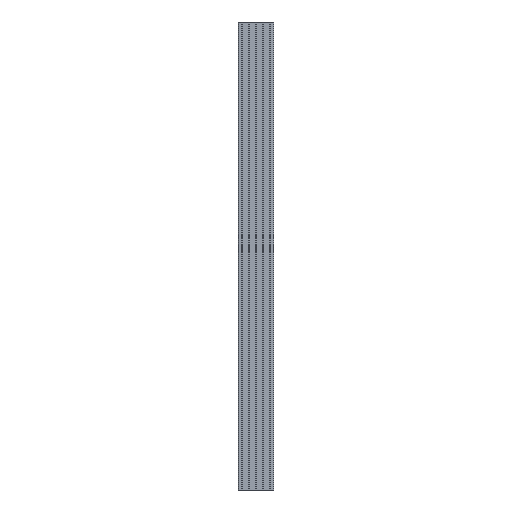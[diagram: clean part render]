
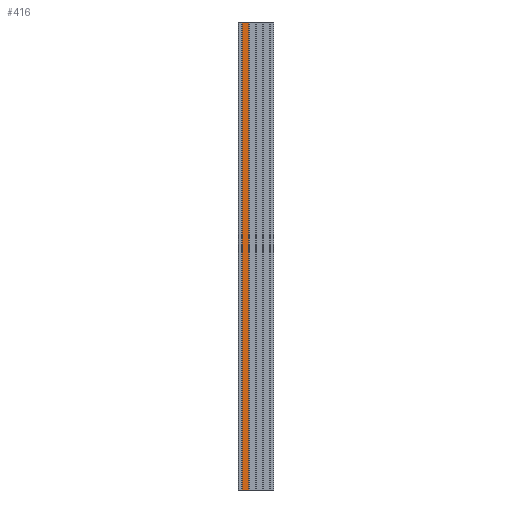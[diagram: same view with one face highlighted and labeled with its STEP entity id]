
A CAD part, front view. The second image highlights one B-rep face of the part: STEP entity #416.
In plain terms, the highlighted planar face has unit normal (0, -1, 0).
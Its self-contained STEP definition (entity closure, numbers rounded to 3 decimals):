
#8 = EDGE_CURVE ( 'NONE', #1399, #3558, #1702, .T. ) ;
#416 = ADVANCED_FACE ( 'NONE', ( #2174 ), #1790, .T. ) ;
#631 = CARTESIAN_POINT ( 'NONE',  ( -0.544, 0., -1000. ) ) ;
#802 = CARTESIAN_POINT ( 'NONE',  ( -14.456, 0., -1000. ) ) ;
#827 = EDGE_CURVE ( 'NONE', #4940, #2778, #1400, .T. ) ;
#901 = ORIENTED_EDGE ( 'NONE', *, *, #827, .T. ) ;
#1027 = DIRECTION ( 'NONE',  ( 1., 0., 0. ) ) ;
#1342 = EDGE_CURVE ( 'NONE', #2778, #3558, #1514, .T. ) ;
#1399 = VERTEX_POINT ( 'NONE', #3280 ) ;
#1400 = LINE ( 'NONE', #4837, #1429 ) ;
#1429 = VECTOR ( 'NONE', #1027, 1000. ) ;
#1514 = LINE ( 'NONE', #3151, #3289 ) ;
#1599 = DIRECTION ( 'NONE',  ( 1., 0., 0. ) ) ;
#1702 = LINE ( 'NONE', #3543, #3281 ) ;
#1790 = PLANE ( 'NONE',  #3591 ) ;
#1970 = DIRECTION ( 'NONE',  ( 0., 0., 1. ) ) ;
#2086 = CARTESIAN_POINT ( 'NONE',  ( -0.544, 0., 0. ) ) ;
#2174 = FACE_OUTER_BOUND ( 'NONE', #4387, .T. ) ;
#2378 = ORIENTED_EDGE ( 'NONE', *, *, #1342, .T. ) ;
#2534 = DIRECTION ( 'NONE',  ( 1., 0., 0. ) ) ;
#2764 = ORIENTED_EDGE ( 'NONE', *, *, #4624, .T. ) ;
#2778 = VERTEX_POINT ( 'NONE', #631 ) ;
#2971 = DIRECTION ( 'NONE',  ( 0., -1., 0. ) ) ;
#3098 = ORIENTED_EDGE ( 'NONE', *, *, #8, .F. ) ;
#3151 = CARTESIAN_POINT ( 'NONE',  ( -0.544, 0., 0. ) ) ;
#3280 = CARTESIAN_POINT ( 'NONE',  ( -14.456, 0., 0. ) ) ;
#3281 = VECTOR ( 'NONE', #1599, 1000. ) ;
#3289 = VECTOR ( 'NONE', #1970, 1000. ) ;
#3354 = CARTESIAN_POINT ( 'NONE',  ( 0., 0., -1000. ) ) ;
#3543 = CARTESIAN_POINT ( 'NONE',  ( 0., 0., 0. ) ) ;
#3558 = VERTEX_POINT ( 'NONE', #2086 ) ;
#3591 = AXIS2_PLACEMENT_3D ( 'NONE', #3354, #2971, #2534 ) ;
#3696 = CARTESIAN_POINT ( 'NONE',  ( -14.456, 0., -1000. ) ) ;
#3767 = VECTOR ( 'NONE', #4519, 1000. ) ;
#4077 = LINE ( 'NONE', #3696, #3767 ) ;
#4387 = EDGE_LOOP ( 'NONE', ( #3098, #2764, #901, #2378 ) ) ;
#4519 = DIRECTION ( 'NONE',  ( 0., 0., -1. ) ) ;
#4624 = EDGE_CURVE ( 'NONE', #1399, #4940, #4077, .T. ) ;
#4837 = CARTESIAN_POINT ( 'NONE',  ( 0., 0., -1000. ) ) ;
#4940 = VERTEX_POINT ( 'NONE', #802 ) ;
